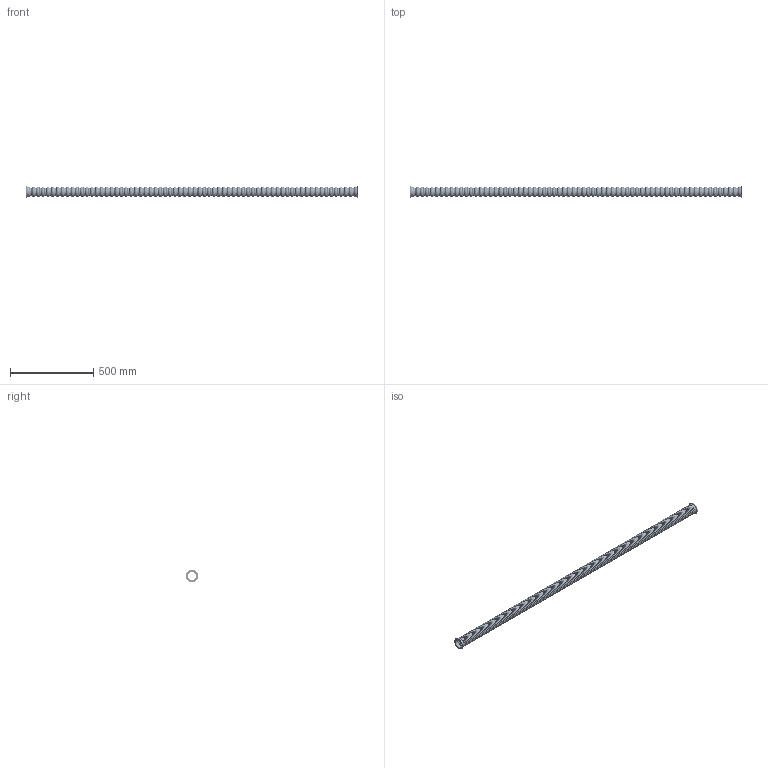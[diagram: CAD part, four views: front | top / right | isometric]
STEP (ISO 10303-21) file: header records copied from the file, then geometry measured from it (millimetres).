
FILE_DESCRIPTION (( 'STEP AP214' ), '1' );
FILE_NAME ('120SWG050-2000.stp', '2017-06-07T11:44:45', ( '' ), ( '' ), 'SwSTEP 2.0', 'SolidWorks 2015', '' );
FILE_SCHEMA (( 'AUTOMOTIVE_DESIGN' ));
Length unit declared in the file: millimetre
Products named in the file (1): 120SWG050-2000
Bounding box: 2000 x 75 x 75 mm (x, y, z)
Volume: 254538.2 mm3; surface area: 2236922.8 mm2
Topology: 3 solids, 3 shells, 11084 faces, 22170 edges, 12670 vertices
Faces by surface type: torus 6316, cylinder 3180, plane 1584, cone 4
Entity records: 413348 total; most frequent: DIRECTION 63326, CARTESIAN_POINT 45925, ORIENTED_EDGE 44340, AXIS2_PLACEMENT_3D 30071, EDGE_CURVE 22170, CIRCLE 18986, VERTEX_POINT 12670, EDGE_LOOP 12668
